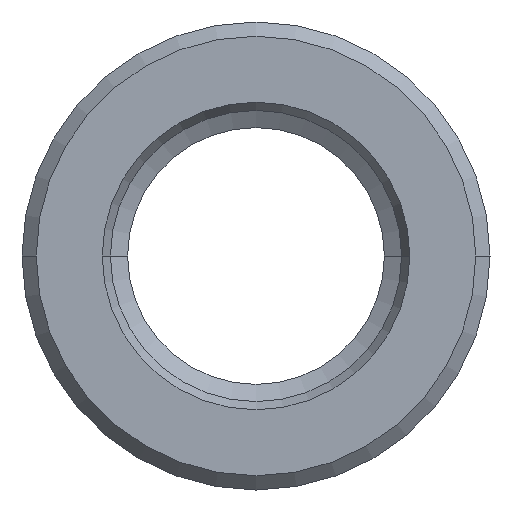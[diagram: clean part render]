
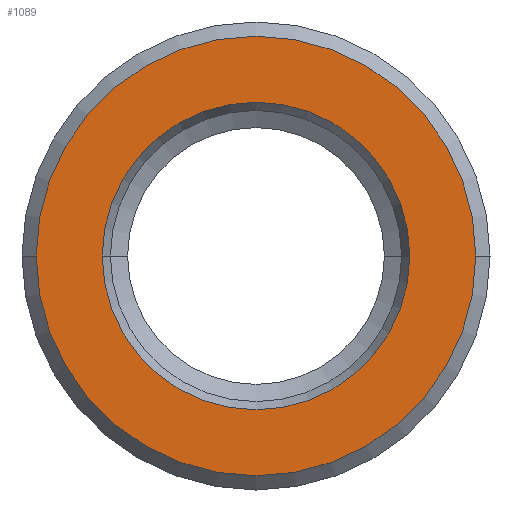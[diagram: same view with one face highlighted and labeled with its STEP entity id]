
A CAD part, left-side view. The second image highlights one B-rep face of the part: STEP entity #1089.
In plain terms, the highlighted planar face has unit normal (-1, 0, 0).
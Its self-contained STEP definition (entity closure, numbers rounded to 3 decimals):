
#278=CARTESIAN_POINT('',(-20.85,0.,0.));
#279=DIRECTION('',(-1.,0.,0.));
#280=DIRECTION('',(0.,1.,0.));
#281=AXIS2_PLACEMENT_3D('',#278,#279,#280);
#283=CARTESIAN_POINT('',(-20.85,0.,0.));
#284=DIRECTION('',(1.,0.,0.));
#285=DIRECTION('',(0.,1.,0.));
#286=AXIS2_PLACEMENT_3D('',#283,#284,#285);
#288=CARTESIAN_POINT('',(-20.85,0.,0.));
#289=DIRECTION('',(1.,0.,0.));
#290=DIRECTION('',(0.,1.,0.));
#291=AXIS2_PLACEMENT_3D('',#288,#289,#290);
#301=CARTESIAN_POINT('',(-20.85,0.,0.));
#302=DIRECTION('',(-1.,0.,0.));
#303=DIRECTION('',(0.,1.,0.));
#304=AXIS2_PLACEMENT_3D('',#301,#302,#303);
#564=CARTESIAN_POINT('',(-20.85,7.7,0.));
#565=VERTEX_POINT('',#564);
#574=CARTESIAN_POINT('',(-20.85,-7.7,0.));
#575=VERTEX_POINT('',#574);
#600=CARTESIAN_POINT('',(-20.85,5.389,0.));
#602=VERTEX_POINT('',#600);
#604=CARTESIAN_POINT('',(-20.85,-5.389,0.));
#606=VERTEX_POINT('',#604);
#1074=CARTESIAN_POINT('',(-20.85,0.,0.));
#1075=DIRECTION('',(1.,0.,0.));
#1076=DIRECTION('',(0.,-1.,0.));
#1077=AXIS2_PLACEMENT_3D('',#1074,#1075,#1076);
#1078=PLANE('',#1077);
#1079=ORIENTED_EDGE('',*,*,#1053,.F.);
#1080=ORIENTED_EDGE('',*,*,#1069,.T.);
#1081=EDGE_LOOP('',(#1079,#1080));
#1082=FACE_OUTER_BOUND('',#1081,.F.);
#1084=ORIENTED_EDGE('',*,*,#1083,.F.);
#1086=ORIENTED_EDGE('',*,*,#1085,.T.);
#1087=EDGE_LOOP('',(#1084,#1086));
#1088=FACE_BOUND('',#1087,.F.);
#1089=ADVANCED_FACE('',(#1082,#1088),#1078,.F.);
#282=CIRCLE('',#281,7.7);
#287=CIRCLE('',#286,7.7);
#292=CIRCLE('',#291,5.389);
#305=CIRCLE('',#304,5.389);
#1053=EDGE_CURVE('',#565,#575,#282,.T.);
#1069=EDGE_CURVE('',#565,#575,#287,.T.);
#1083=EDGE_CURVE('',#602,#606,#292,.T.);
#1085=EDGE_CURVE('',#602,#606,#305,.T.);
